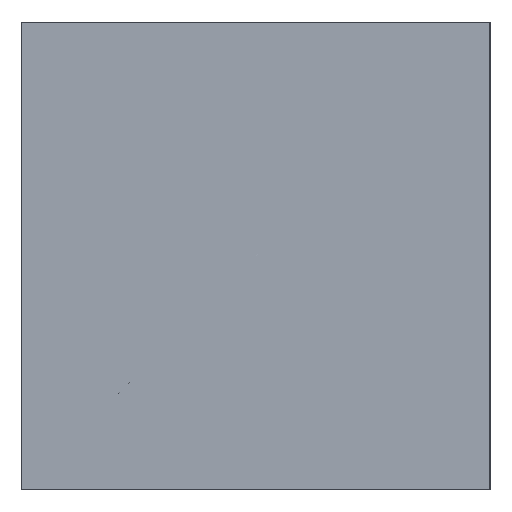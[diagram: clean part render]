
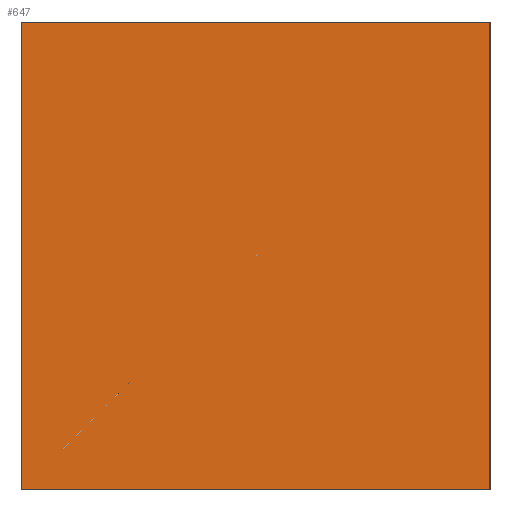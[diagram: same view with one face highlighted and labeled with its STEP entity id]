
A CAD part, left-side view. The second image highlights one B-rep face of the part: STEP entity #647.
In plain terms, the highlighted planar face has unit normal (-1, 0, 0).
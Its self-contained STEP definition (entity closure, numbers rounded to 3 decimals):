
#50=FACE_OUTER_BOUND('',#95,.T.);
#95=EDGE_LOOP('',(#480,#481,#482,#483));
#149=LINE('',#1071,#197);
#152=LINE('',#1085,#200);
#155=LINE('',#1097,#203);
#156=LINE('',#1098,#204);
#197=VECTOR('',#843,58.);
#200=VECTOR('',#856,58.);
#203=VECTOR('',#869,58.);
#204=VECTOR('',#870,58.);
#303=VERTEX_POINT('',#1069);
#304=VERTEX_POINT('',#1070);
#309=VERTEX_POINT('',#1083);
#310=VERTEX_POINT('',#1084);
#370=EDGE_CURVE('',#303,#304,#149,.T.);
#377=EDGE_CURVE('',#309,#310,#152,.T.);
#384=EDGE_CURVE('',#304,#310,#155,.T.);
#385=EDGE_CURVE('',#303,#309,#156,.T.);
#480=ORIENTED_EDGE('',*,*,#377,.T.);
#481=ORIENTED_EDGE('',*,*,#384,.F.);
#482=ORIENTED_EDGE('',*,*,#370,.F.);
#483=ORIENTED_EDGE('',*,*,#385,.T.);
#624=PLANE('',#723);
#647=ADVANCED_FACE('',(#50),#624,.F.);
#723=AXIS2_PLACEMENT_3D('',#1096,#867,#868);
#843=DIRECTION('',(0.,0.,1.));
#856=DIRECTION('',(0.,0.,1.));
#867=DIRECTION('center_axis',(1.,0.,0.));
#868=DIRECTION('ref_axis',(0.,0.,-1.));
#869=DIRECTION('',(0.,-1.,0.));
#870=DIRECTION('',(0.,-1.,0.));
#1069=CARTESIAN_POINT('',(-120.75,29.,-29.));
#1070=CARTESIAN_POINT('',(-120.75,29.,29.));
#1071=CARTESIAN_POINT('',(-120.75,29.,-29.));
#1083=CARTESIAN_POINT('',(-120.75,-29.,-29.));
#1084=CARTESIAN_POINT('',(-120.75,-29.,29.));
#1085=CARTESIAN_POINT('',(-120.75,-29.,-29.));
#1096=CARTESIAN_POINT('Origin',(-120.75,29.,-29.));
#1097=CARTESIAN_POINT('',(-120.75,29.,29.));
#1098=CARTESIAN_POINT('',(-120.75,29.,-29.));
